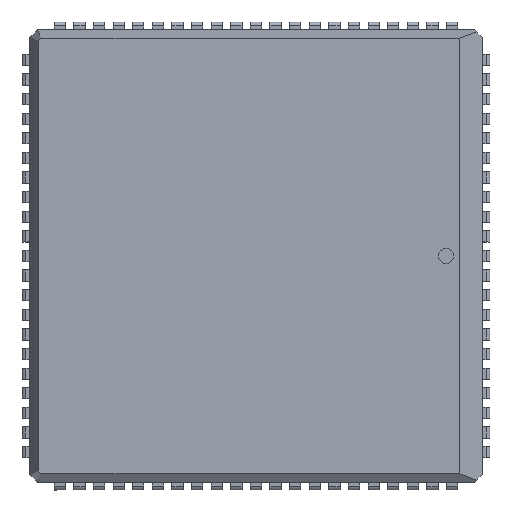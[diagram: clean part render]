
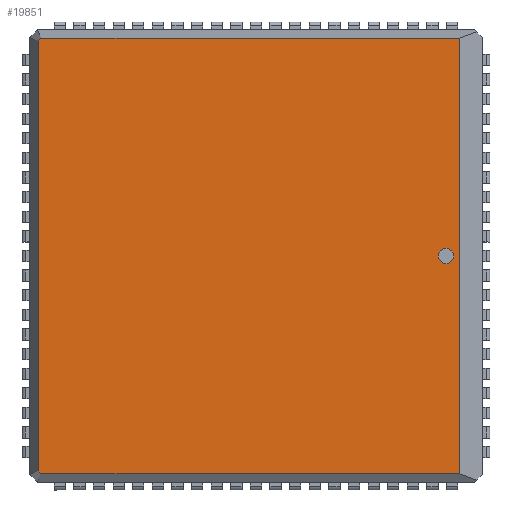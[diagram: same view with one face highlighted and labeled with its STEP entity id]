
A CAD part, top view. The second image highlights one B-rep face of the part: STEP entity #19851.
In plain terms, the highlighted planar face has unit normal (0, 0, 1).
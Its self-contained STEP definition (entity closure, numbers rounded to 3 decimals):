
#148 = DIRECTION ( 'NONE',  ( 0., 0., 1. ) ) ;
#1444 = EDGE_CURVE ( 'NONE', #9871, #36758, #7217, .T. ) ;
#1469 = ORIENTED_EDGE ( 'NONE', *, *, #16206, .F. ) ;
#2972 = AXIS2_PLACEMENT_3D ( 'NONE', #18631, #38264, #15147 ) ;
#3135 = DIRECTION ( 'NONE',  ( 0., 0., -1. ) ) ;
#3184 = LINE ( 'NONE', #9523, #36999 ) ;
#4128 = VERTEX_POINT ( 'NONE', #22221 ) ;
#5037 = LINE ( 'NONE', #11160, #27328 ) ;
#6381 = VERTEX_POINT ( 'NONE', #6584 ) ;
#6391 = ORIENTED_EDGE ( 'NONE', *, *, #10566, .T. ) ;
#6436 = CARTESIAN_POINT ( 'NONE',  ( 13.15, 14.1, 4.3 ) ) ;
#6584 = CARTESIAN_POINT ( 'NONE',  ( -14.1, -13.922, 4.3 ) ) ;
#6701 = DIRECTION ( 'NONE',  ( 1., 0., 0. ) ) ;
#7217 = LINE ( 'NONE', #30477, #8061 ) ;
#8061 = VECTOR ( 'NONE', #20494, 1000. ) ;
#8637 = VECTOR ( 'NONE', #19126, 1000. ) ;
#9474 = CARTESIAN_POINT ( 'NONE',  ( 12.3, 0., 4.3 ) ) ;
#9523 = CARTESIAN_POINT ( 'NONE',  ( -13.922, 14.1, 4.3 ) ) ;
#9871 = VERTEX_POINT ( 'NONE', #39441 ) ;
#10566 = EDGE_CURVE ( 'NONE', #15696, #18580, #41943, .T. ) ;
#11160 = CARTESIAN_POINT ( 'NONE',  ( -14.1, 0., 4.3 ) ) ;
#11635 = CARTESIAN_POINT ( 'NONE',  ( 0., 14.1, 4.3 ) ) ;
#12497 = EDGE_CURVE ( 'NONE', #6381, #4128, #5037, .T. ) ;
#13042 = CARTESIAN_POINT ( 'NONE',  ( -13.922, -14.1, 4.3 ) ) ;
#15147 = DIRECTION ( 'NONE',  ( 1., 0., 0. ) ) ;
#15696 = VERTEX_POINT ( 'NONE', #32720 ) ;
#16206 = EDGE_CURVE ( 'NONE', #36758, #6381, #18435, .T. ) ;
#16321 = CARTESIAN_POINT ( 'NONE',  ( -13.922, 14.1, 4.3 ) ) ;
#18435 = LINE ( 'NONE', #31075, #28243 ) ;
#18580 = VERTEX_POINT ( 'NONE', #33784 ) ;
#18631 = CARTESIAN_POINT ( 'NONE',  ( 12.3, 0., 4.3 ) ) ;
#19126 = DIRECTION ( 'NONE',  ( 0., -1., 0. ) ) ;
#19237 = ORIENTED_EDGE ( 'NONE', *, *, #29949, .F. ) ;
#19304 = VERTEX_POINT ( 'NONE', #16321 ) ;
#19683 = EDGE_CURVE ( 'NONE', #29676, #9871, #22164, .T. ) ;
#19851 = ADVANCED_FACE ( 'NONE', ( #33053, #26714 ), #33259, .T. ) ;
#20494 = DIRECTION ( 'NONE',  ( -1., 0., 0. ) ) ;
#21373 = DIRECTION ( 'NONE',  ( 0., 1., 0. ) ) ;
#22164 = LINE ( 'NONE', #42224, #8637 ) ;
#22221 = CARTESIAN_POINT ( 'NONE',  ( -14.1, 13.922, 4.3 ) ) ;
#22729 = DIRECTION ( 'NONE',  ( 1., 0., 0. ) ) ;
#23235 = CARTESIAN_POINT ( 'NONE',  ( 0., 0., 4.3 ) ) ;
#23875 = ORIENTED_EDGE ( 'NONE', *, *, #1444, .F. ) ;
#25568 = EDGE_LOOP ( 'NONE', ( #33934, #1469, #23875, #36869, #19237, #32464 ) ) ;
#26253 = DIRECTION ( 'NONE',  ( -0.707, -0.707, 0. ) ) ;
#26714 = FACE_BOUND ( 'NONE', #30227, .T. ) ;
#27328 = VECTOR ( 'NONE', #21373, 1000. ) ;
#28243 = VECTOR ( 'NONE', #41320, 1000. ) ;
#28368 = DIRECTION ( 'NONE',  ( 1., 0., 0. ) ) ;
#29035 = ORIENTED_EDGE ( 'NONE', *, *, #34738, .T. ) ;
#29676 = VERTEX_POINT ( 'NONE', #6436 ) ;
#29949 = EDGE_CURVE ( 'NONE', #19304, #29676, #41464, .T. ) ;
#30227 = EDGE_LOOP ( 'NONE', ( #29035, #6391 ) ) ;
#30477 = CARTESIAN_POINT ( 'NONE',  ( 0., -14.1, 4.3 ) ) ;
#30510 = VECTOR ( 'NONE', #28368, 1000. ) ;
#31075 = CARTESIAN_POINT ( 'NONE',  ( -14.011, -14.011, 4.3 ) ) ;
#32313 = AXIS2_PLACEMENT_3D ( 'NONE', #23235, #148, #6701 ) ;
#32464 = ORIENTED_EDGE ( 'NONE', *, *, #34348, .T. ) ;
#32720 = CARTESIAN_POINT ( 'NONE',  ( 11.8, 0., 4.3 ) ) ;
#32863 = AXIS2_PLACEMENT_3D ( 'NONE', #9474, #3135, #22729 ) ;
#33053 = FACE_OUTER_BOUND ( 'NONE', #25568, .T. ) ;
#33259 = PLANE ( 'NONE',  #32313 ) ;
#33784 = CARTESIAN_POINT ( 'NONE',  ( 12.8, 0., 4.3 ) ) ;
#33934 = ORIENTED_EDGE ( 'NONE', *, *, #12497, .F. ) ;
#34348 = EDGE_CURVE ( 'NONE', #19304, #4128, #3184, .T. ) ;
#34738 = EDGE_CURVE ( 'NONE', #18580, #15696, #34942, .T. ) ;
#34942 = CIRCLE ( 'NONE', #32863, 0.5 ) ;
#36758 = VERTEX_POINT ( 'NONE', #13042 ) ;
#36869 = ORIENTED_EDGE ( 'NONE', *, *, #19683, .F. ) ;
#36999 = VECTOR ( 'NONE', #26253, 1000. ) ;
#38264 = DIRECTION ( 'NONE',  ( 0., 0., -1. ) ) ;
#39441 = CARTESIAN_POINT ( 'NONE',  ( 13.15, -14.1, 4.3 ) ) ;
#41320 = DIRECTION ( 'NONE',  ( -0.707, 0.707, 0. ) ) ;
#41464 = LINE ( 'NONE', #11635, #30510 ) ;
#41943 = CIRCLE ( 'NONE', #2972, 0.5 ) ;
#42224 = CARTESIAN_POINT ( 'NONE',  ( 13.15, 0., 4.3 ) ) ;
